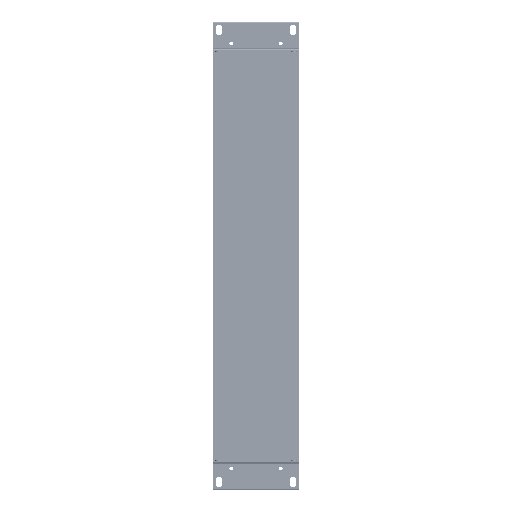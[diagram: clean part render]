
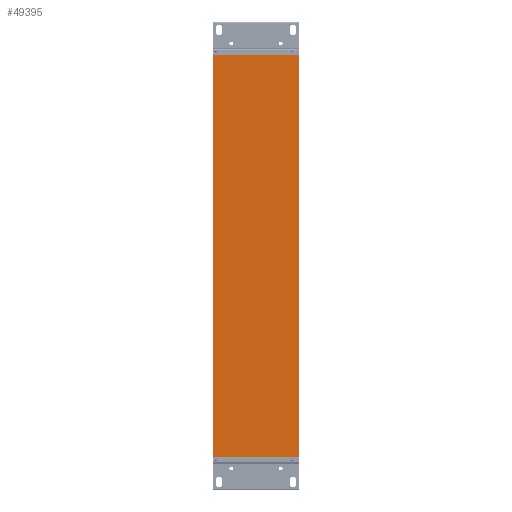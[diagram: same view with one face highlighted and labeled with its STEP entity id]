
A CAD part, left-side view. The second image highlights one B-rep face of the part: STEP entity #49395.
In plain terms, the highlighted planar face has unit normal (-1, 0, 0).
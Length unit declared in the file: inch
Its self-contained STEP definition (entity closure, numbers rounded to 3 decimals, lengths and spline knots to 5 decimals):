
#3528 = DIRECTION ( 'NONE',  ( -1., 0., 0. ) ) ;
#4550 = CARTESIAN_POINT ( 'NONE',  ( 0., 1.735, 0. ) ) ;
#8171 = AXIS2_PLACEMENT_3D ( 'NONE', #4550, #3528, #112878 ) ;
#14249 = EDGE_CURVE ( 'NONE', #81386, #107437, #50198, .T. ) ;
#25772 = ORIENTED_EDGE ( 'NONE', *, *, #14249, .T. ) ;
#29275 = CARTESIAN_POINT ( 'NONE',  ( 0., -1.735, 0. ) ) ;
#33805 = ORIENTED_EDGE ( 'NONE', *, *, #185835, .T. ) ;
#35393 = DIRECTION ( 'NONE',  ( 0., 0., -1. ) ) ;
#49395 = ADVANCED_FACE ( 'NONE', ( #153964 ), #138658, .T. ) ;
#50198 = LINE ( 'NONE', #100218, #105321 ) ;
#53255 = DIRECTION ( 'NONE',  ( 0., -1., 0. ) ) ;
#53860 = CARTESIAN_POINT ( 'NONE',  ( 0., -1.735, 8.1752 ) ) ;
#56729 = ORIENTED_EDGE ( 'NONE', *, *, #56860, .T. ) ;
#56860 = EDGE_CURVE ( 'NONE', #107437, #76709, #168542, .T. ) ;
#59566 = VECTOR ( 'NONE', #76398, 39.37008 ) ;
#67210 = LINE ( 'NONE', #192028, #190733 ) ;
#76398 = DIRECTION ( 'NONE',  ( 0., 0., 1. ) ) ;
#76709 = VERTEX_POINT ( 'NONE', #53860 ) ;
#81386 = VERTEX_POINT ( 'NONE', #118961 ) ;
#84890 = VECTOR ( 'NONE', #196871, 39.37008 ) ;
#100218 = CARTESIAN_POINT ( 'NONE',  ( 0., 1.735, -8.1752 ) ) ;
#105321 = VECTOR ( 'NONE', #53255, 39.37008 ) ;
#107437 = VERTEX_POINT ( 'NONE', #168619 ) ;
#112878 = DIRECTION ( 'NONE',  ( 0., 0., -1. ) ) ;
#118961 = CARTESIAN_POINT ( 'NONE',  ( 0., 1.735, -8.1752 ) ) ;
#128652 = CARTESIAN_POINT ( 'NONE',  ( 0., 1.735, 8.1752 ) ) ;
#134425 = CARTESIAN_POINT ( 'NONE',  ( 0., 1.735, 8.1752 ) ) ;
#138658 = PLANE ( 'NONE',  #8171 ) ;
#139615 = VERTEX_POINT ( 'NONE', #128652 ) ;
#152325 = EDGE_LOOP ( 'NONE', ( #25772, #56729, #33805, #179803 ) ) ;
#153219 = EDGE_CURVE ( 'NONE', #139615, #81386, #67210, .T. ) ;
#153964 = FACE_OUTER_BOUND ( 'NONE', #152325, .T. ) ;
#165174 = LINE ( 'NONE', #134425, #84890 ) ;
#168542 = LINE ( 'NONE', #29275, #59566 ) ;
#168619 = CARTESIAN_POINT ( 'NONE',  ( 0., -1.735, -8.1752 ) ) ;
#179803 = ORIENTED_EDGE ( 'NONE', *, *, #153219, .T. ) ;
#185835 = EDGE_CURVE ( 'NONE', #76709, #139615, #165174, .T. ) ;
#190733 = VECTOR ( 'NONE', #35393, 39.37008 ) ;
#192028 = CARTESIAN_POINT ( 'NONE',  ( 0., 1.735, 0. ) ) ;
#196871 = DIRECTION ( 'NONE',  ( 0., 1., 0. ) ) ;
